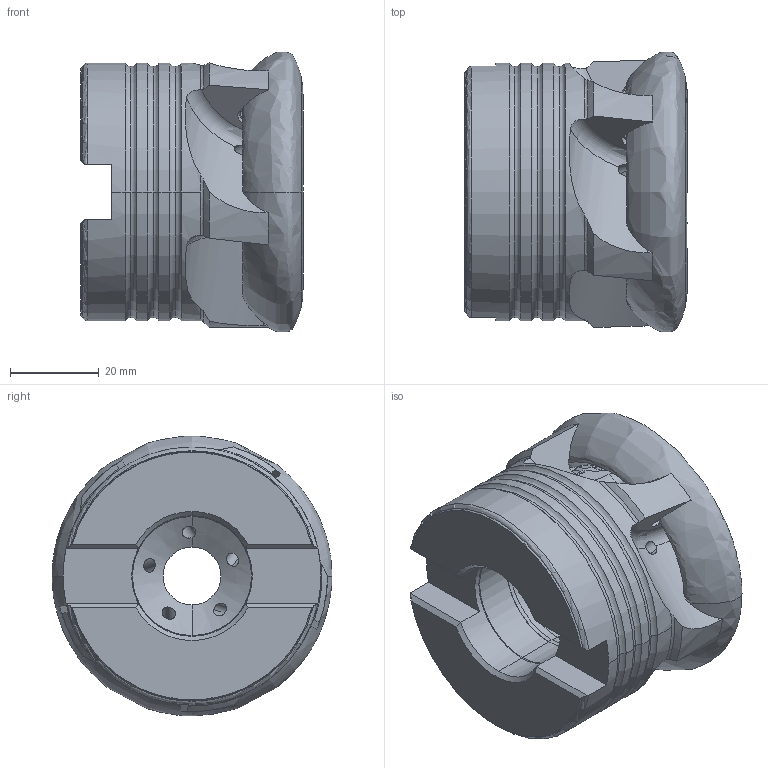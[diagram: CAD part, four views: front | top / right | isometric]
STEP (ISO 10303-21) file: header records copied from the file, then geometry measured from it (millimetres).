
FILE_DESCRIPTION (( 'STEP AP214' ), '1' );
FILE_NAME ('00PP-063-545-5.STEP', '2012-11-19T12:52:09', ( '' ), ( '' ), 'SwSTEP 2.0', 'SolidWorks 2012', '' );
FILE_SCHEMA (( 'AUTOMOTIVE_DESIGN' ));
Length unit declared in the file: millimetre
Products named in the file (1): 00PP-063-545-5
Bounding box: 50.02 x 63 x 63 mm (x, y, z)
Volume: 97645.3 mm3; surface area: 21968.9 mm2
Topology: 1 solids, 1 shells, 229 faces, 664 edges, 423 vertices
Faces by surface type: plane 86, cylinder 75, cone 33, torus 26, bspline 9
Entity records: 10072 total; most frequent: CARTESIAN_POINT 4249, ORIENTED_EDGE 1328, DIRECTION 1092, EDGE_CURVE 664, AXIS2_PLACEMENT_3D 431, VERTEX_POINT 423, EDGE_LOOP 237, VECTOR 230
